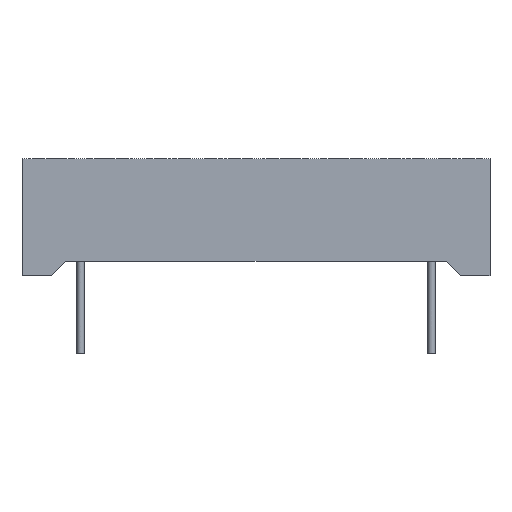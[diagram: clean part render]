
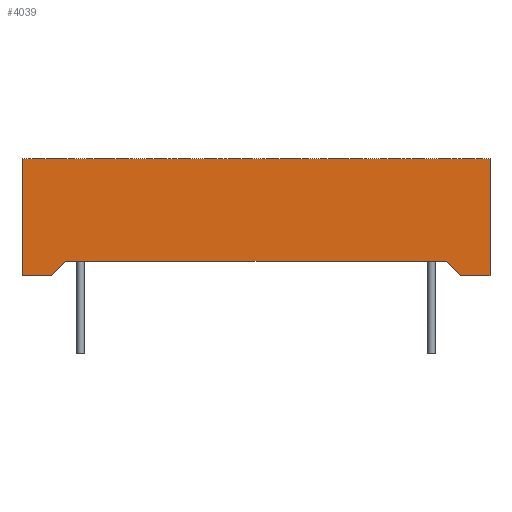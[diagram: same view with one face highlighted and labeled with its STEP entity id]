
A CAD part, front view. The second image highlights one B-rep face of the part: STEP entity #4039.
In plain terms, the highlighted planar face has unit normal (0, -1, 0).
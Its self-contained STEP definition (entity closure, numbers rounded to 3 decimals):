
#3512 = VERTEX_POINT('',#3513);
#3513 = CARTESIAN_POINT('',(13.,-16.,1.05));
#3519 = EDGE_CURVE('',#3520,#3512,#3522,.T.);
#3520 = VERTEX_POINT('',#3521);
#3521 = CARTESIAN_POINT('',(-13.,-16.,1.05));
#3522 = LINE('',#3523,#3524);
#3523 = CARTESIAN_POINT('',(-16.,-16.,1.05));
#3524 = VECTOR('',#3525,1.);
#3525 = DIRECTION('',(1.,0.,0.));
#3966 = VERTEX_POINT('',#3967);
#3967 = CARTESIAN_POINT('',(16.,-16.,8.05));
#3973 = EDGE_CURVE('',#3974,#3966,#3976,.T.);
#3974 = VERTEX_POINT('',#3975);
#3975 = CARTESIAN_POINT('',(16.,-16.,0.05));
#3976 = LINE('',#3977,#3978);
#3977 = CARTESIAN_POINT('',(16.,-16.,8.05));
#3978 = VECTOR('',#3979,1.);
#3979 = DIRECTION('',(0.,0.,1.));
#4019 = EDGE_CURVE('',#3512,#4020,#4022,.T.);
#4020 = VERTEX_POINT('',#4021);
#4021 = CARTESIAN_POINT('',(14.,-16.,0.05));
#4022 = LINE('',#4023,#4024);
#4023 = CARTESIAN_POINT('',(14.,-16.,0.05));
#4024 = VECTOR('',#4025,1.);
#4025 = DIRECTION('',(0.707,0.,-0.707)
  );
#4039 = ADVANCED_FACE('',(#4040),#4081,.F.);
#4040 = FACE_BOUND('',#4041,.T.);
#4041 = EDGE_LOOP('',(#4042,#4043,#4049,#4050,#4058,#4066,#4074,#4080));
#4042 = ORIENTED_EDGE('',*,*,#4019,.T.);
#4043 = ORIENTED_EDGE('',*,*,#4044,.F.);
#4044 = EDGE_CURVE('',#3974,#4020,#4045,.T.);
#4045 = LINE('',#4046,#4047);
#4046 = CARTESIAN_POINT('',(16.,-16.,0.05));
#4047 = VECTOR('',#4048,1.);
#4048 = DIRECTION('',(-1.,0.,0.));
#4049 = ORIENTED_EDGE('',*,*,#3973,.T.);
#4050 = ORIENTED_EDGE('',*,*,#4051,.F.);
#4051 = EDGE_CURVE('',#4052,#3966,#4054,.T.);
#4052 = VERTEX_POINT('',#4053);
#4053 = CARTESIAN_POINT('',(-16.,-16.,8.05));
#4054 = LINE('',#4055,#4056);
#4055 = CARTESIAN_POINT('',(-16.,-16.,8.05));
#4056 = VECTOR('',#4057,1.);
#4057 = DIRECTION('',(1.,0.,0.));
#4058 = ORIENTED_EDGE('',*,*,#4059,.F.);
#4059 = EDGE_CURVE('',#4060,#4052,#4062,.T.);
#4060 = VERTEX_POINT('',#4061);
#4061 = CARTESIAN_POINT('',(-16.,-16.,0.05));
#4062 = LINE('',#4063,#4064);
#4063 = CARTESIAN_POINT('',(-16.,-16.,8.05));
#4064 = VECTOR('',#4065,1.);
#4065 = DIRECTION('',(0.,0.,1.));
#4066 = ORIENTED_EDGE('',*,*,#4067,.F.);
#4067 = EDGE_CURVE('',#4068,#4060,#4070,.T.);
#4068 = VERTEX_POINT('',#4069);
#4069 = CARTESIAN_POINT('',(-14.,-16.,0.05));
#4070 = LINE('',#4071,#4072);
#4071 = CARTESIAN_POINT('',(16.,-16.,0.05));
#4072 = VECTOR('',#4073,1.);
#4073 = DIRECTION('',(-1.,0.,0.));
#4074 = ORIENTED_EDGE('',*,*,#4075,.F.);
#4075 = EDGE_CURVE('',#3520,#4068,#4076,.T.);
#4076 = LINE('',#4077,#4078);
#4077 = CARTESIAN_POINT('',(-13.,-16.,1.05));
#4078 = VECTOR('',#4079,1.);
#4079 = DIRECTION('',(-0.707,0.,
    -0.707));
#4080 = ORIENTED_EDGE('',*,*,#3519,.T.);
#4081 = PLANE('',#4082);
#4082 = AXIS2_PLACEMENT_3D('',#4083,#4084,#4085);
#4083 = CARTESIAN_POINT('',(16.,-16.,8.05));
#4084 = DIRECTION('',(0.,1.,0.));
#4085 = DIRECTION('',(-1.,0.,0.));
